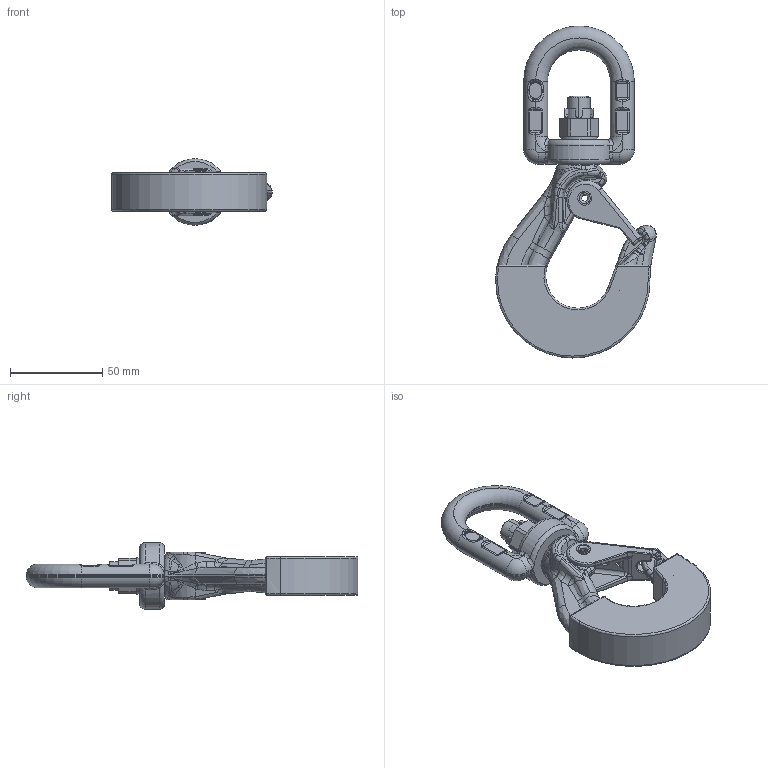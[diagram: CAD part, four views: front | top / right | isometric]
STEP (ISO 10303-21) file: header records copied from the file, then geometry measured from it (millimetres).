
FILE_DESCRIPTION (( 'STEP AP203' ), '1' );
FILE_NAME ('20240913_WHS 6-8.STEP', '2024-09-30T11:30:03', ( '' ), ( '' ), 'SwSTEP 2.0', 'SolidWorks 2024', '' );
FILE_SCHEMA (( 'CONFIG_CONTROL_DESIGN' ));
Length unit declared in the file: millimetre
Products named in the file (7): hohlniet.stp; Buegel6_bearbeitet; KronenmutterDIN935_Tabelle_M12; shs6_3D_import_Standard<Wie geschweißt>; SikaSchnepper05Riffel; Scheibe-Zylinderschraube-DIN125_Tabelle_M12; 20240913_WHS 6-8
Assembly tree (6 placements, depth 2):
  20240913_WHS 6-8
    shs6_3D_import_Standard<Wie geschweißt>
    Buegel6_bearbeitet
    Scheibe-Zylinderschraube-DIN125_Tabelle_M12
    KronenmutterDIN935_Tabelle_M12
    SikaSchnepper05Riffel
    hohlniet.stp
Bounding box: 87.12 x 180 x 36 mm (x, y, z)
Volume: 125248.2 mm3; surface area: 34685.9 mm2
Topology: 6 solids, 6 shells, 871 faces, 2112 edges, 1242 vertices
Faces by surface type: bspline 401, plane 160, cylinder 143, cone 92, torus 65, sphere 10
Entity records: 50766 total; most frequent: CARTESIAN_POINT 33291, ORIENTED_EDGE 4172, DIRECTION 2438, EDGE_CURVE 2086, VERTEX_POINT 1242, B_SPLINE_CURVE_WITH_KNOTS 1012, AXIS2_PLACEMENT_3D 996, EDGE_LOOP 902
